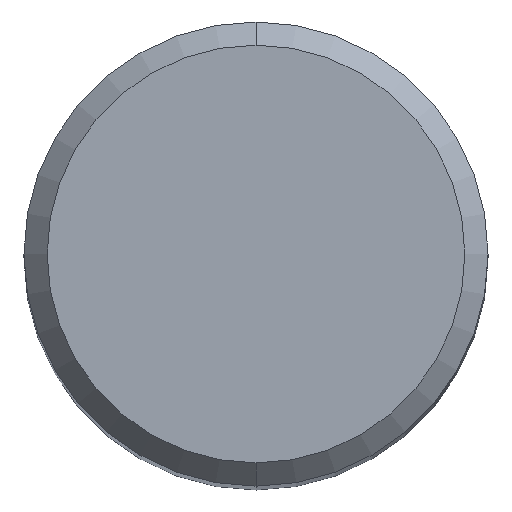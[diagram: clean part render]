
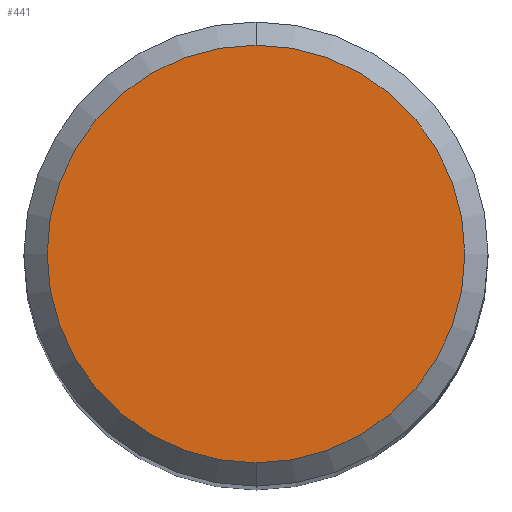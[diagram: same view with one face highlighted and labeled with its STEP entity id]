
A CAD part, top view. The second image highlights one B-rep face of the part: STEP entity #441.
In plain terms, the highlighted planar face has unit normal (0, 0, 1).
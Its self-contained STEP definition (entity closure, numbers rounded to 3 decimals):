
#183=VERTEX_POINT('',#490);
#407=EDGE_CURVE('',#433,#183,#737,.T.);
#433=VERTEX_POINT('',#767);
#437=EDGE_CURVE('',#183,#433,#771,.T.);
#441=ADVANCED_FACE('',(#776),#777,.T.);
#490=CARTESIAN_POINT('',(0.,-5.4,0.0));
#737=CIRCLE('',#1404,5.4);
#767=CARTESIAN_POINT('',(0.0,5.4,0.0));
#771=CIRCLE('',#1452,5.4);
#776=FACE_OUTER_BOUND('',#1457,.T.);
#777=PLANE('',#1458);
#1404=AXIS2_PLACEMENT_3D('',#1790,#1791,#1792);
#1452=AXIS2_PLACEMENT_3D('',#1839,#1840,#1841);
#1457=EDGE_LOOP('',(#1850,#1851));
#1458=AXIS2_PLACEMENT_3D('',#1852,#1853,#1854);
#1790=CARTESIAN_POINT('',(0.0,0.0,0.0));
#1791=DIRECTION('',(0.0,0.0,-1.0));
#1792=DIRECTION('',(0.0,1.0,0.0));
#1839=CARTESIAN_POINT('',(0.0,0.0,0.0));
#1840=DIRECTION('',(0.0,0.0,-1.0));
#1841=DIRECTION('',(0.0,1.0,0.0));
#1850=ORIENTED_EDGE('',*,*,#407,.F.);
#1851=ORIENTED_EDGE('',*,*,#437,.F.);
#1852=CARTESIAN_POINT('',(0.0,2.7,0.0));
#1853=DIRECTION('',(-0.0,0.0,1.0));
#1854=DIRECTION('',(0.0,-1.0,0.0));
